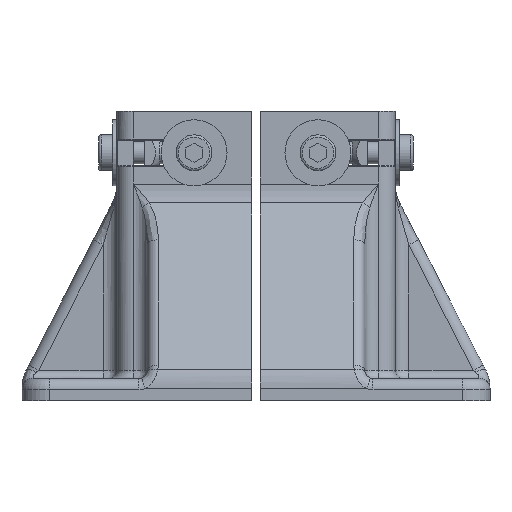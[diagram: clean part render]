
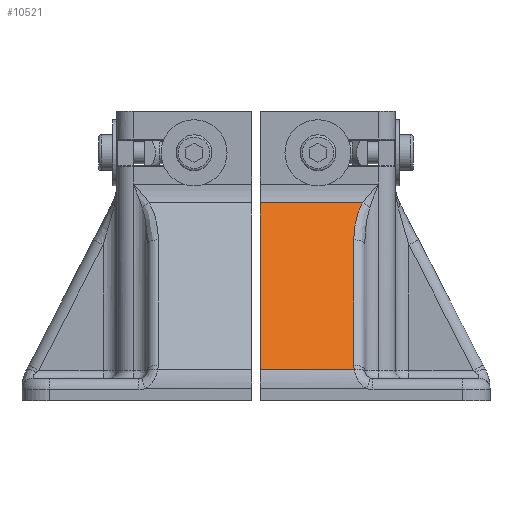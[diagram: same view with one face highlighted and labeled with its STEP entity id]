
A CAD part, left-side view. The second image highlights one B-rep face of the part: STEP entity #10521.
In plain terms, the highlighted planar face has unit normal (-0.889, 0, 0.458).
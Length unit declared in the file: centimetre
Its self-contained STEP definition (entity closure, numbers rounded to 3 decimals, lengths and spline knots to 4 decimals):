
#213=B_SPLINE_CURVE_WITH_KNOTS('',3,(#20328,#20329,#20330,#20331,#20332,
#20333,#20334,#20335,#20336,#20337,#20338,#20339,#20340,#20341,#20342,#20343,
#20344,#20345,#20346,#20347,#20348,#20349,#20350,#20351,#20352,#20353,#20354,
#20355,#20356,#20357,#20358,#20359,#20360,#20361),.UNSPECIFIED.,.F.,.F.,
(4,2,2,2,2,2,2,2,2,2,2,2,2,2,2,2,4),(1.5708,1.6295,1.6898,
1.752,1.8163,1.8807,1.9438,2.007,
2.0657,2.1231,2.1787,2.2225,2.2776,
2.3308,2.3834,2.4352,2.4431),
 .UNSPECIFIED.);
#254=ELLIPSE('',#11609,6.8717,5.3343);
#1054=LINE('',#19568,#1828);
#1126=LINE('',#20322,#1900);
#1127=LINE('',#20326,#1901);
#1128=LINE('',#20362,#1902);
#1828=VECTOR('',#13849,1000.);
#1900=VECTOR('',#14131,1000.);
#1901=VECTOR('',#14134,1000.);
#1902=VECTOR('',#14135,1000.);
#2615=FACE_OUTER_BOUND('',#3302,.T.);
#3302=EDGE_LOOP('',(#8570,#8571,#8572,#8573,#8574,#8575));
#4782=VERTEX_POINT('',#19565);
#4783=VERTEX_POINT('',#19567);
#4895=VERTEX_POINT('',#20321);
#4896=VERTEX_POINT('',#20323);
#4897=VERTEX_POINT('',#20325);
#4898=VERTEX_POINT('',#20327);
#6044=EDGE_CURVE('',#4783,#4782,#1054,.T.);
#6199=EDGE_CURVE('',#4782,#4895,#1126,.T.);
#6200=EDGE_CURVE('',#4895,#4896,#254,.T.);
#6201=EDGE_CURVE('',#4896,#4897,#1127,.T.);
#6202=EDGE_CURVE('',#4897,#4898,#213,.T.);
#6203=EDGE_CURVE('',#4898,#4783,#1128,.T.);
#8570=ORIENTED_EDGE('',*,*,#6044,.T.);
#8571=ORIENTED_EDGE('',*,*,#6199,.T.);
#8572=ORIENTED_EDGE('',*,*,#6200,.T.);
#8573=ORIENTED_EDGE('',*,*,#6201,.T.);
#8574=ORIENTED_EDGE('',*,*,#6202,.T.);
#8575=ORIENTED_EDGE('',*,*,#6203,.T.);
#10026=PLANE('',#11608);
#10521=ADVANCED_FACE('',(#2615),#10026,.T.);
#11608=AXIS2_PLACEMENT_3D('',#20320,#14129,#14130);
#11609=AXIS2_PLACEMENT_3D('',#20324,#14132,#14133);
#13849=DIRECTION('',(-0.458,0.,-0.889));
#14129=DIRECTION('center_axis',(-0.889,0.,
0.458));
#14130=DIRECTION('ref_axis',(0.,1.,0.));
#14131=DIRECTION('',(0.,-1.,0.));
#14132=DIRECTION('center_axis',(0.889,0.,
-0.458));
#14133=DIRECTION('ref_axis',(0.457,0.062,0.887));
#14134=DIRECTION('',(0.458,0.,0.889));
#14135=DIRECTION('',(0.,1.,0.));
#19565=CARTESIAN_POINT('',(-128.3358,-46.5,11.2318));
#19567=CARTESIAN_POINT('',(-97.1642,-46.5,71.7682));
#19568=CARTESIAN_POINT('',(-107.1243,-46.5,52.4252));
#20320=CARTESIAN_POINT('Origin',(-107.1243,-107.1243,52.4252));
#20321=CARTESIAN_POINT('',(-128.3358,-80.6852,11.2318));
#20322=CARTESIAN_POINT('',(-128.3358,-107.1243,11.2318));
#20323=CARTESIAN_POINT('',(-127.5123,-80.5,12.8312));
#20324=CARTESIAN_POINT('Origin',(-127.6112,-85.8409,12.6391));
#20325=CARTESIAN_POINT('',(-104.0562,-80.5,58.3836));
#20326=CARTESIAN_POINT('',(-107.1243,-80.5,52.4252));
#20327=CARTESIAN_POINT('',(-97.1642,-83.7121,71.7682));
#20328=CARTESIAN_POINT('Ctrl Pts',(-104.0562,-80.5,58.3836));
#20329=CARTESIAN_POINT('Ctrl Pts',(-103.8858,-80.5,
58.7146));
#20330=CARTESIAN_POINT('Ctrl Pts',(-103.7142,-80.5049,
59.0478));
#20331=CARTESIAN_POINT('Ctrl Pts',(-103.3647,-80.5251,
59.7265));
#20332=CARTESIAN_POINT('Ctrl Pts',(-103.1868,-80.5407,
60.072));
#20333=CARTESIAN_POINT('Ctrl Pts',(-102.8252,-80.5833,
60.7742));
#20334=CARTESIAN_POINT('Ctrl Pts',(-102.6415,-80.6106,61.131));
#20335=CARTESIAN_POINT('Ctrl Pts',(-102.2684,-80.6781,
61.8556));
#20336=CARTESIAN_POINT('Ctrl Pts',(-102.079,-80.7186,
62.2234));
#20337=CARTESIAN_POINT('Ctrl Pts',(-101.7017,-80.8121,62.9561));
#20338=CARTESIAN_POINT('Ctrl Pts',(-101.5138,-80.8651,
63.321));
#20339=CARTESIAN_POINT('Ctrl Pts',(-101.1449,-80.9822,
64.0375));
#20340=CARTESIAN_POINT('Ctrl Pts',(-100.9638,-81.0461,
64.3892));
#20341=CARTESIAN_POINT('Ctrl Pts',(-100.6057,-81.1856,65.0847));
#20342=CARTESIAN_POINT('Ctrl Pts',(-100.4287,-81.2612,
65.4284));
#20343=CARTESIAN_POINT('Ctrl Pts',(-100.092,-81.4181,
66.0822));
#20344=CARTESIAN_POINT('Ctrl Pts',(-99.932,-81.4986,
66.3929));
#20345=CARTESIAN_POINT('Ctrl Pts',(-99.6209,-81.6669,
66.9971));
#20346=CARTESIAN_POINT('Ctrl Pts',(-99.4696,-81.7545,
67.2908));
#20347=CARTESIAN_POINT('Ctrl Pts',(-99.1779,-81.935,
67.8573));
#20348=CARTESIAN_POINT('Ctrl Pts',(-99.0373,-82.0275,
68.1305));
#20349=CARTESIAN_POINT('Ctrl Pts',(-98.791,-82.1997,
68.6088));
#20350=CARTESIAN_POINT('Ctrl Pts',(-98.6843,-82.2779,
68.8161));
#20351=CARTESIAN_POINT('Ctrl Pts',(-98.4477,-82.4593,
69.2755));
#20352=CARTESIAN_POINT('Ctrl Pts',(-98.319,-82.5638,
69.5254));
#20353=CARTESIAN_POINT('Ctrl Pts',(-98.073,-82.775,
70.0032));
#20354=CARTESIAN_POINT('Ctrl Pts',(-97.9554,-82.8816,70.2316));
#20355=CARTESIAN_POINT('Ctrl Pts',(-97.7282,-83.0985,70.6728));
#20356=CARTESIAN_POINT('Ctrl Pts',(-97.6186,-83.2088,
70.8857));
#20357=CARTESIAN_POINT('Ctrl Pts',(-97.4077,-83.4321,
71.2952));
#20358=CARTESIAN_POINT('Ctrl Pts',(-97.3063,-83.5451,
71.4921));
#20359=CARTESIAN_POINT('Ctrl Pts',(-97.1936,-83.6772,
71.711));
#20360=CARTESIAN_POINT('Ctrl Pts',(-97.1788,-83.6947,
71.7397));
#20361=CARTESIAN_POINT('Ctrl Pts',(-97.1642,-83.7121,71.7682));
#20362=CARTESIAN_POINT('',(-97.1642,-107.1243,71.7682));
